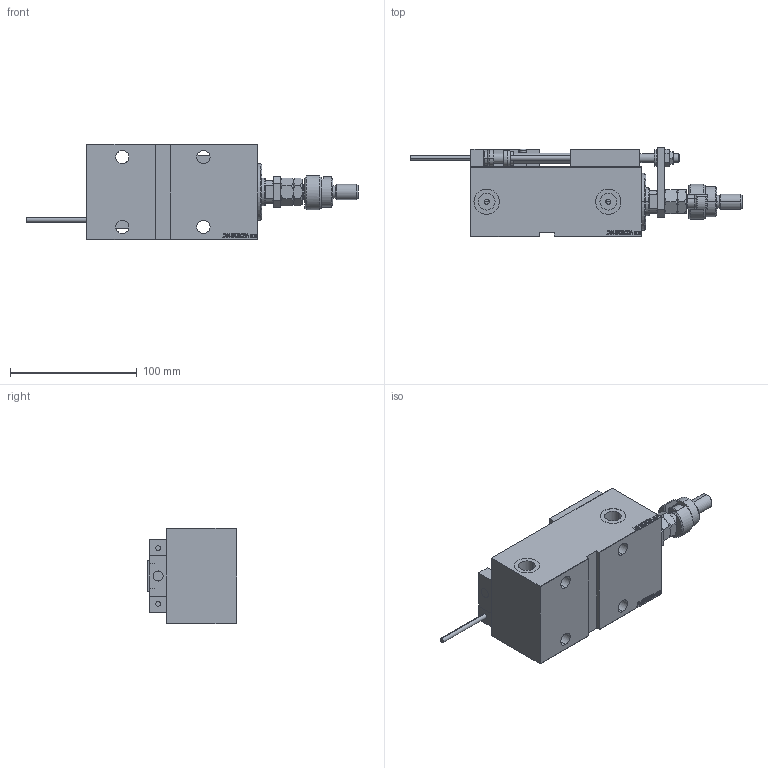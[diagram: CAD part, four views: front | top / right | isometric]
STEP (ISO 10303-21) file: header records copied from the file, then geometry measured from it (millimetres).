
FILE_DESCRIPTION (( 'STEP AP203' ), '1' );
FILE_NAME ('4a41.STEP', '2022-04-17T10:10:27', ( '' ), ( '' ), 'SwSTEP 2.0', 'SolidWorks 2019', '' );
FILE_SCHEMA (( 'CONFIG_CONTROL_DESIGN' ));
Length unit declared in the file: millimetre
Products named in the file (19): KONCOVKA f865bc29bc634eed96e9413db5061bfc; SWITCH X f865bc29bc634eed96e9413db5061bfc; ALLEN BOLT D5 f865bc29bc634eed96e9413db5061bfc; SWITCH DIM B,W f865bc29bc634eed96e9413db5061bfc; ALLEN BOLT D8 f865bc29bc634eed96e9413db5061bfc; NUT_D10 f865bc29bc634eed96e9413db5061bfc; NUT_D12 f865bc29bc634eed96e9413db5061bfc; TYC_L79 f865bc29bc634eed96e9413db5061bfc; MFA f865bc29bc634eed96e9413db5061bfc; ZARAZKA f865bc29bc634eed96e9413db5061bfc; SWITCH_X_FRONT_BACK f865bc29bc634eed96e9413db5061bfc; V450CM_E_VCP f865bc29bc634eed96e9413db5061bfc; V450CM_VC_B f865bc29bc634eed96e9413db5061bfc; FEMALE_PART_FOR_DFA f865bc29bc634eed96e9413db5061bfc; 4a41; X_Y_DFA f865bc29bc634eed96e9413db5061bfc; MAGNET f865bc29bc634eed96e9413db5061bfc; V450CM_E_Body f865bc29bc634eed96e9413db5061bfc; Block f865bc29bc634eed96e9413db5061bfc
Assembly tree (28 placements, depth 3):
  4a41
    V450CM_E_Body f865bc29bc634eed96e9413db5061bfc
    V450CM_E_VCP f865bc29bc634eed96e9413db5061bfc
    V450CM_VC_B f865bc29bc634eed96e9413db5061bfc
    SWITCH X f865bc29bc634eed96e9413db5061bfc
      SWITCH_X_FRONT_BACK f865bc29bc634eed96e9413db5061bfc  x2
      TYC_L79 f865bc29bc634eed96e9413db5061bfc
      Block f865bc29bc634eed96e9413db5061bfc  x2
      ALLEN BOLT D5 f865bc29bc634eed96e9413db5061bfc  x4
      ALLEN BOLT D8 f865bc29bc634eed96e9413db5061bfc  x4
      MAGNET f865bc29bc634eed96e9413db5061bfc  x2
      KONCOVKA f865bc29bc634eed96e9413db5061bfc  x2
    SWITCH DIM B,W f865bc29bc634eed96e9413db5061bfc
    ZARAZKA f865bc29bc634eed96e9413db5061bfc
    NUT_D10 f865bc29bc634eed96e9413db5061bfc
    NUT_D12 f865bc29bc634eed96e9413db5061bfc
    X_Y_DFA f865bc29bc634eed96e9413db5061bfc
      FEMALE_PART_FOR_DFA f865bc29bc634eed96e9413db5061bfc
      MFA f865bc29bc634eed96e9413db5061bfc
Bounding box: 262 x 70.5 x 75 mm (x, y, z)
Volume: 555553.5 mm3; surface area: 118236.7 mm2
Topology: 26 solids, 26 shells, 1396 faces, 3328 edges, 2115 vertices
Faces by surface type: plane 604, bspline 380, cylinder 207, cone 153, torus 48, sphere 4
Entity records: 53528 total; most frequent: CARTESIAN_POINT 26347, ORIENTED_EDGE 5676, DIRECTION 3975, EDGE_CURVE 2838, VERTEX_POINT 1839, LINE 1585, VECTOR 1585, EDGE_LOOP 1313
